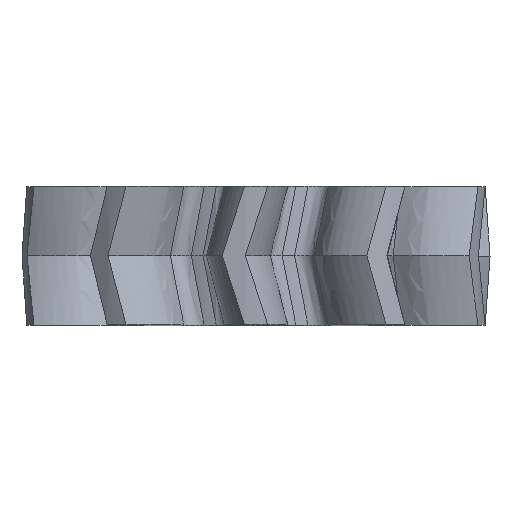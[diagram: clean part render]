
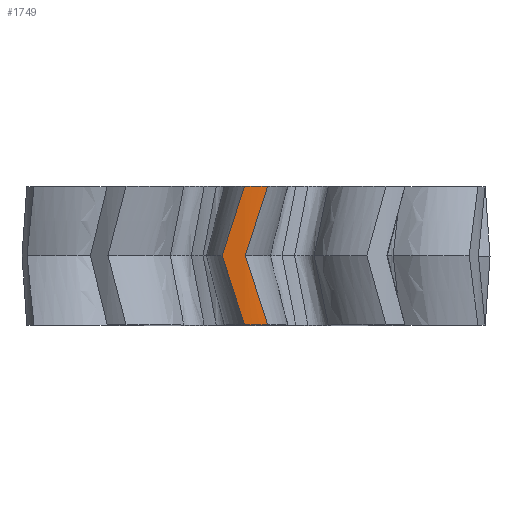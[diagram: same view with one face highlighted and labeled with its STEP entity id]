
A CAD part, top view. The second image highlights one B-rep face of the part: STEP entity #1749.
In plain terms, the highlighted cylindrical face has radius 12 mm (diameter 24 mm), a partial arc.
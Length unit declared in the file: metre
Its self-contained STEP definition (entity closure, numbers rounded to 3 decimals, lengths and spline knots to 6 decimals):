
#21=CYLINDRICAL_SURFACE('',#1953,0.012);
#83=(
BOUNDED_CURVE()
B_SPLINE_CURVE(2,(#5115,#5116,#5117,#5118,#5119),.UNSPECIFIED.,.F.,.F.)
B_SPLINE_CURVE_WITH_KNOTS((3,2,3),(0.,0.5,1.),.UNSPECIFIED.)
CURVE()
GEOMETRIC_REPRESENTATION_ITEM()
RATIONAL_B_SPLINE_CURVE((1.,0.99,1.,0.99,1.))
REPRESENTATION_ITEM('')
);
#84=(
BOUNDED_CURVE()
B_SPLINE_CURVE(2,(#5121,#5122,#5123,#5124,#5125),.UNSPECIFIED.,.F.,.F.)
B_SPLINE_CURVE_WITH_KNOTS((3,2,3),(0.,0.5,1.),.UNSPECIFIED.)
CURVE()
GEOMETRIC_REPRESENTATION_ITEM()
RATIONAL_B_SPLINE_CURVE((1.,0.99,1.,0.99,1.))
REPRESENTATION_ITEM('')
);
#85=(
BOUNDED_CURVE()
B_SPLINE_CURVE(2,(#5126,#5127,#5128,#5129,#5130),.UNSPECIFIED.,.F.,.F.)
B_SPLINE_CURVE_WITH_KNOTS((3,2,3),(0.,0.5,1.),.UNSPECIFIED.)
CURVE()
GEOMETRIC_REPRESENTATION_ITEM()
RATIONAL_B_SPLINE_CURVE((1.,0.99,1.,0.99,1.))
REPRESENTATION_ITEM('')
);
#86=(
BOUNDED_CURVE()
B_SPLINE_CURVE(2,(#5132,#5133,#5134,#5135,#5136),.UNSPECIFIED.,.F.,.F.)
B_SPLINE_CURVE_WITH_KNOTS((3,2,3),(0.,0.5,1.),.UNSPECIFIED.)
CURVE()
GEOMETRIC_REPRESENTATION_ITEM()
RATIONAL_B_SPLINE_CURVE((1.,0.99,1.,0.99,1.))
REPRESENTATION_ITEM('')
);
#278=CIRCLE('',#1885,0.012);
#305=CIRCLE('',#1913,0.012);
#569=ORIENTED_EDGE('',*,*,#1037,.T.);
#570=ORIENTED_EDGE('',*,*,#1124,.T.);
#571=ORIENTED_EDGE('',*,*,#1125,.F.);
#572=ORIENTED_EDGE('',*,*,#996,.F.);
#573=ORIENTED_EDGE('',*,*,#1126,.T.);
#574=ORIENTED_EDGE('',*,*,#1127,.F.);
#996=EDGE_CURVE('',#1292,#1293,#278,.T.);
#1037=EDGE_CURVE('',#1334,#1333,#305,.T.);
#1124=EDGE_CURVE('',#1333,#1395,#83,.T.);
#1125=EDGE_CURVE('',#1293,#1395,#84,.T.);
#1126=EDGE_CURVE('',#1292,#1396,#85,.T.);
#1127=EDGE_CURVE('',#1334,#1396,#86,.T.);
#1292=VERTEX_POINT('',#2973);
#1293=VERTEX_POINT('',#2975);
#1333=VERTEX_POINT('',#3602);
#1334=VERTEX_POINT('',#3604);
#1395=VERTEX_POINT('',#5120);
#1396=VERTEX_POINT('',#5131);
#1516=EDGE_LOOP('',(#569,#570,#571,#572,#573,#574));
#1632=FACE_BOUND('',#1516,.T.);
#1749=ADVANCED_FACE('',(#1632),#21,.T.);
#1885=AXIS2_PLACEMENT_3D('',#2974,#2061,#2062);
#1913=AXIS2_PLACEMENT_3D('',#3603,#2118,#2119);
#1953=AXIS2_PLACEMENT_3D('',#5114,#2199,#2200);
#2061=DIRECTION('',(0.,-1.,0.));
#2062=DIRECTION('',(0.,0.,-1.));
#2118=DIRECTION('',(0.,-1.,0.));
#2119=DIRECTION('',(0.,0.,-1.));
#2199=DIRECTION('',(0.,1.,0.));
#2200=DIRECTION('',(0.,0.,1.));
#2973=CARTESIAN_POINT('',(0.000587,-0.007,0.011986));
#2974=CARTESIAN_POINT('',(0.,-0.007,0.));
#2975=CARTESIAN_POINT('',(-0.000587,-0.007,0.011986));
#3602=CARTESIAN_POINT('',(-0.000587,0.,0.011986));
#3603=CARTESIAN_POINT('',(0.,0.,0.));
#3604=CARTESIAN_POINT('',(0.000587,0.,0.011986));
#5114=CARTESIAN_POINT('',(0.,-0.007,0.));
#5115=CARTESIAN_POINT('',(-0.000587,0.,0.011986));
#5116=CARTESIAN_POINT('',(-0.002311,-0.005329,0.011901));
#5117=CARTESIAN_POINT('',(-0.00394,-0.010659,0.011335));
#5118=CARTESIAN_POINT('',(-0.00557,-0.015988,0.010768));
#5119=CARTESIAN_POINT('',(-0.006974,-0.021317,0.009765));
#5120=CARTESIAN_POINT('',(-0.001708,-0.0035,0.011878));
#5121=CARTESIAN_POINT('',(-0.000587,-0.007,0.011986));
#5122=CARTESIAN_POINT('',(-0.002311,-0.001671,0.011901));
#5123=CARTESIAN_POINT('',(-0.00394,0.003659,0.011335));
#5124=CARTESIAN_POINT('',(-0.00557,0.008988,0.010768));
#5125=CARTESIAN_POINT('',(-0.006974,0.014317,0.009765));
#5126=CARTESIAN_POINT('',(0.000587,-0.007,0.011986));
#5127=CARTESIAN_POINT('',(-0.001136,-0.001671,0.01207));
#5128=CARTESIAN_POINT('',(-0.002813,0.003659,0.011666));
#5129=CARTESIAN_POINT('',(-0.00449,0.008988,0.011261));
#5130=CARTESIAN_POINT('',(-0.005986,0.014317,0.0104));
#5131=CARTESIAN_POINT('',(-0.000539,-0.0035,0.011988));
#5132=CARTESIAN_POINT('',(0.000587,0.,0.011986));
#5133=CARTESIAN_POINT('',(-0.001136,-0.005329,0.01207));
#5134=CARTESIAN_POINT('',(-0.002813,-0.010659,0.011666));
#5135=CARTESIAN_POINT('',(-0.00449,-0.015988,0.011261));
#5136=CARTESIAN_POINT('',(-0.005986,-0.021317,0.0104));
